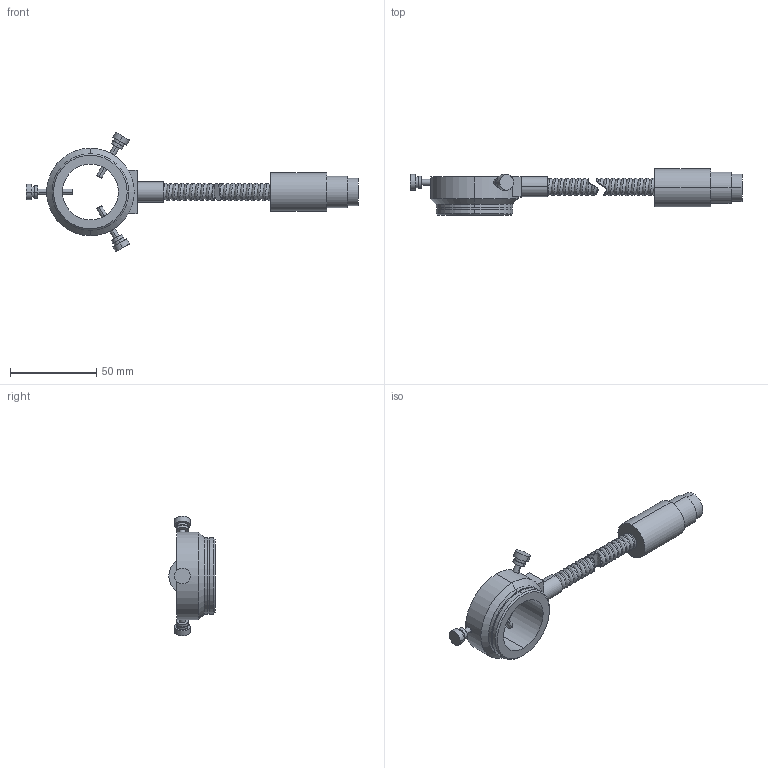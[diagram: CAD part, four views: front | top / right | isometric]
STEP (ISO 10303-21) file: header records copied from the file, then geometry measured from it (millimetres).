
FILE_DESCRIPTION (( 'STEP AP214' ), '1' );
FILE_NAME ('30-16-50-000-OUTLINE.STEP', '2007-08-07T16:08:25', ( ' ' ), ( ' ' ), 'SwSTEP 2.0', 'SolidWorks 2007', '' );
FILE_SCHEMA (( 'AUTOMOTIVE_DESIGN' ));
Length unit declared in the file: inch
Products named in the file (1): 30-16-50-000-OUTLINE
Bounding box: 192.85 x 26.89 x 69.38 mm (x, y, z)
Volume: 47498.5 mm3; surface area: 16487.8 mm2
Topology: 2 solids, 2 shells, 134 faces, 315 edges, 208 vertices
Faces by surface type: cylinder 88, plane 29, bspline 13, cone 4
Entity records: 18012 total; most frequent: CARTESIAN_POINT 13421, ORIENTED_EDGE 630, DIRECTION 529, EDGE_CURVE 315, AXIS2_PLACEMENT_3D 216, VERTEX_POINT 208, EDGE_LOOP 159, UNCERTAINTY_MEASURE_WITH_UNIT 137
